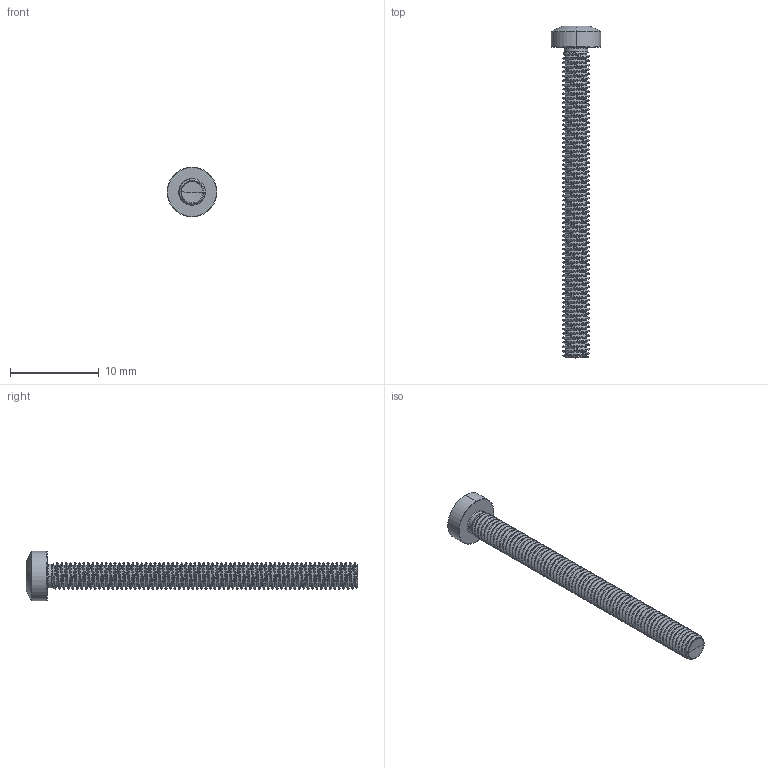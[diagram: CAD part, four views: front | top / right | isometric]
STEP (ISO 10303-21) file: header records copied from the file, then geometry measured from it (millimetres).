
FILE_DESCRIPTION (( 'STEP AP203' ), '1' );
FILE_NAME ('STM390300350.STEP', '2020-12-23T15:08:05', ( '' ), ( '' ), 'SwSTEP 2.0', 'SolidWorks 2015', '' );
FILE_SCHEMA (( 'CONFIG_CONTROL_DESIGN' ));
Products named in the file (2): STM390300350
Bounding box: 5.6 x 37.4 x 5.6 mm (x, y, z)
Volume: 245.3 mm3; surface area: 585.8 mm2
Topology: 1 solids, 1 shells, 209 faces, 587 edges, 380 vertices
Faces by surface type: cylinder 159, bspline 18, torus 13, cone 12, sphere 4, plane 3
Entity records: 35942 total; most frequent: CARTESIAN_POINT 31408, ORIENTED_EDGE 1170, DIRECTION 682, EDGE_CURVE 585, VERTEX_POINT 380, AXIS2_PLACEMENT_3D 257, EDGE_LOOP 211, ADVANCED_FACE 209
